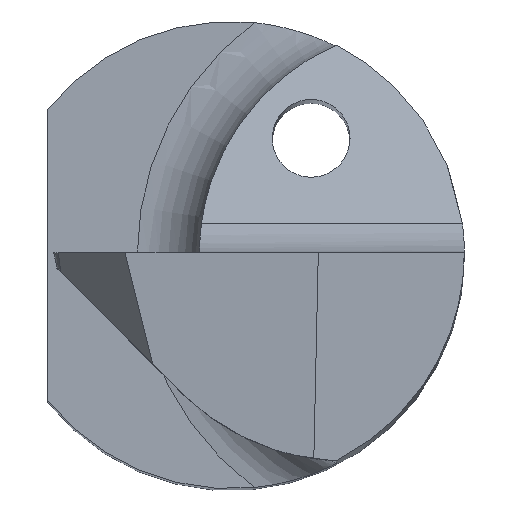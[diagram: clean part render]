
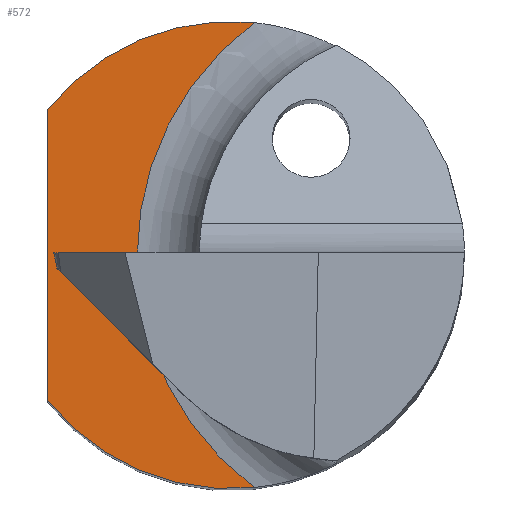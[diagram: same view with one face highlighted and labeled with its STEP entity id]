
A CAD part, top view. The second image highlights one B-rep face of the part: STEP entity #572.
In plain terms, the highlighted planar face has unit normal (0, 0, 1).
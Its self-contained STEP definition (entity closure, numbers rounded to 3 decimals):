
#1 = CARTESIAN_POINT ( 'NONE',  ( 0.304, 2.985, 15. ) ) ;
#4 = AXIS2_PLACEMENT_3D ( 'NONE', #424, #758, #376 ) ;
#33 = DIRECTION ( 'NONE',  ( 0., 0., 1. ) ) ;
#40 = ORIENTED_EDGE ( 'NONE', *, *, #638, .F. ) ;
#54 = EDGE_LOOP ( 'NONE', ( #229, #40, #197, #542, #695 ) ) ;
#76 = VERTEX_POINT ( 'NONE', #97 ) ;
#89 = AXIS2_PLACEMENT_3D ( 'NONE', #419, #33, #709 ) ;
#97 = CARTESIAN_POINT ( 'NONE',  ( -2.35, 1.865, 15. ) ) ;
#110 = DIRECTION ( 'NONE',  ( -1., 0., 0. ) ) ;
#113 = EDGE_CURVE ( 'NONE', #76, #364, #406, .T. ) ;
#116 = CARTESIAN_POINT ( 'NONE',  ( -2.35, 1.865, 15. ) ) ;
#119 = DIRECTION ( 'NONE',  ( 0., 0., -1. ) ) ;
#174 = FACE_OUTER_BOUND ( 'NONE', #54, .T. ) ;
#197 = ORIENTED_EDGE ( 'NONE', *, *, #819, .F. ) ;
#199 = CARTESIAN_POINT ( 'NONE',  ( 0., 0., 15. ) ) ;
#229 = ORIENTED_EDGE ( 'NONE', *, *, #113, .F. ) ;
#267 = AXIS2_PLACEMENT_3D ( 'NONE', #313, #303, #110 ) ;
#303 = DIRECTION ( 'NONE',  ( 0., 0., 1. ) ) ;
#312 = CIRCLE ( 'NONE', #267, 3.714 ) ;
#313 = CARTESIAN_POINT ( 'NONE',  ( 2.514, 0., 15. ) ) ;
#319 = DIRECTION ( 'NONE',  ( 0., 0., -1. ) ) ;
#323 = VECTOR ( 'NONE', #620, 1000. ) ;
#356 = CIRCLE ( 'NONE', #4, 3.714 ) ;
#364 = VERTEX_POINT ( 'NONE', #1 ) ;
#376 = DIRECTION ( 'NONE',  ( -1., 0., 0. ) ) ;
#401 = CARTESIAN_POINT ( 'NONE',  ( 0.304, -2.985, 15. ) ) ;
#405 = CIRCLE ( 'NONE', #750, 3. ) ;
#406 = CIRCLE ( 'NONE', #511, 3. ) ;
#419 = CARTESIAN_POINT ( 'NONE',  ( 0.402, -0.122, 15. ) ) ;
#424 = CARTESIAN_POINT ( 'NONE',  ( 2.514, 0., 15. ) ) ;
#480 = VERTEX_POINT ( 'NONE', #613 ) ;
#511 = AXIS2_PLACEMENT_3D ( 'NONE', #645, #319, #656 ) ;
#542 = ORIENTED_EDGE ( 'NONE', *, *, #573, .F. ) ;
#559 = LINE ( 'NONE', #116, #323 ) ;
#572 = ADVANCED_FACE ( 'NONE', ( #174 ), #840, .T. ) ;
#573 = EDGE_CURVE ( 'NONE', #480, #857, #356, .T. ) ;
#581 = DIRECTION ( 'NONE',  ( -1., 0., 0. ) ) ;
#611 = EDGE_CURVE ( 'NONE', #364, #480, #312, .T. ) ;
#613 = CARTESIAN_POINT ( 'NONE',  ( -1.2, 0., 15. ) ) ;
#620 = DIRECTION ( 'NONE',  ( 0., 1., 0. ) ) ;
#630 = VERTEX_POINT ( 'NONE', #773 ) ;
#638 = EDGE_CURVE ( 'NONE', #630, #76, #559, .T. ) ;
#645 = CARTESIAN_POINT ( 'NONE',  ( 0., 0., 15. ) ) ;
#656 = DIRECTION ( 'NONE',  ( -1., 0., 0. ) ) ;
#695 = ORIENTED_EDGE ( 'NONE', *, *, #611, .F. ) ;
#709 = DIRECTION ( 'NONE',  ( -1., 0., 0. ) ) ;
#750 = AXIS2_PLACEMENT_3D ( 'NONE', #199, #119, #581 ) ;
#758 = DIRECTION ( 'NONE',  ( 0., 0., 1. ) ) ;
#773 = CARTESIAN_POINT ( 'NONE',  ( -2.35, -1.865, 15. ) ) ;
#819 = EDGE_CURVE ( 'NONE', #857, #630, #405, .T. ) ;
#840 = PLANE ( 'NONE',  #89 ) ;
#857 = VERTEX_POINT ( 'NONE', #401 ) ;
